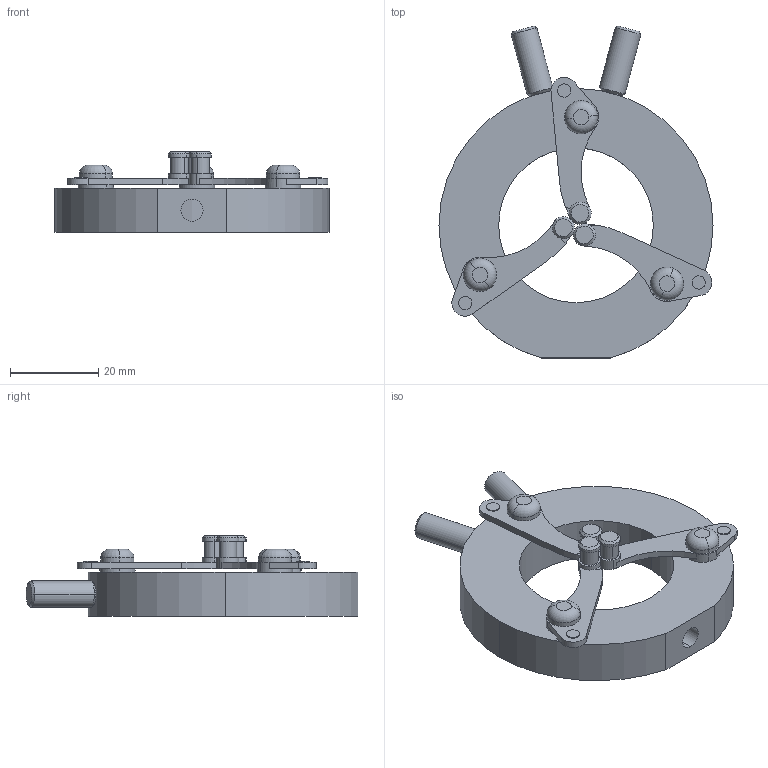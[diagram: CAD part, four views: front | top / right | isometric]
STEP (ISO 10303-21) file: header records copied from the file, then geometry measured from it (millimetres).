
FILE_DESCRIPTION (( 'STEP AP203' ), '1' );
FILE_NAME ('GCM-0401M 俋倰芞.STEP', '2017-01-04T07:26:43', ( 'Lxtx999.CoM' ), ( 'Lxtx999.CoM' ), 'SwSTEP 2.0', 'SolidWorks 2012', '' );
FILE_SCHEMA (( 'CONFIG_CONTROL_DESIGN' ));
Length unit declared in the file: centimetre
Products named in the file (1): GCM-0401M 俋倰芞
Bounding box: 62 x 75.1 x 18.2 mm (x, y, z)
Surface area: 9831.1 mm2 (no closed solid volume)
Topology: 0 solids, 9 shells, 105 faces, 247 edges, 158 vertices
Faces by surface type: cylinder 56, plane 29, cone 14, torus 6
Entity records: 3128 total; most frequent: DIRECTION 609, CARTESIAN_POINT 511, ORIENTED_EDGE 470, AXIS2_PLACEMENT_3D 256, EDGE_CURVE 247, VERTEX_POINT 158, CIRCLE 150, EDGE_LOOP 117
